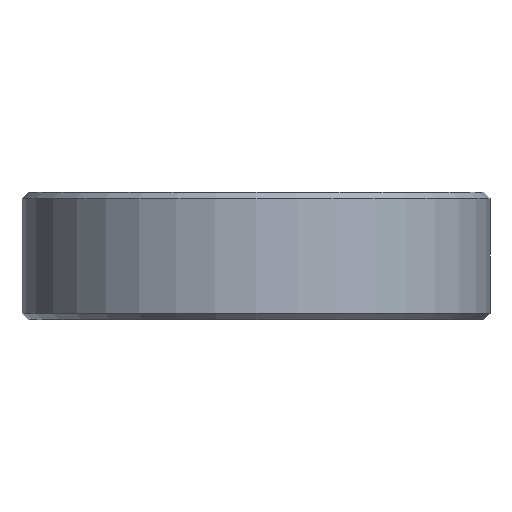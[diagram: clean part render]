
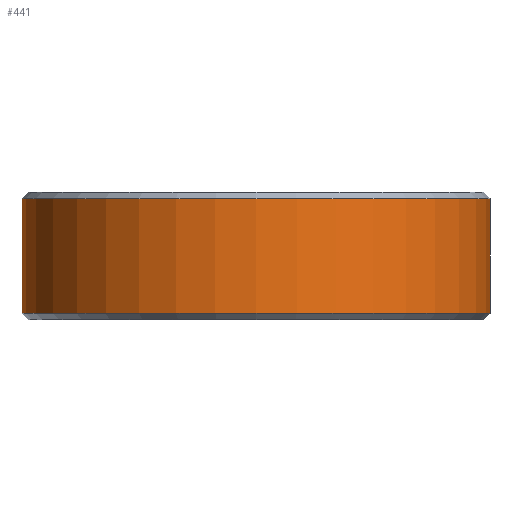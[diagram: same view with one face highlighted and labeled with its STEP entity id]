
A CAD part, front view. The second image highlights one B-rep face of the part: STEP entity #441.
In plain terms, the highlighted cylindrical face has radius 11 mm (diameter 22 mm), a full revolution.
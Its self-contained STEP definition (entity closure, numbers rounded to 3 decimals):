
#37=LINE('',#781,#51);
#51=VECTOR('',#626,11.);
#65=CYLINDRICAL_SURFACE('',#516,11.);
#115=FACE_OUTER_BOUND('',#151,.T.);
#151=EDGE_LOOP('',(#345,#346,#347,#348,#349));
#191=CIRCLE('',#517,11.);
#192=CIRCLE('',#518,11.);
#193=CIRCLE('',#519,11.);
#239=VERTEX_POINT('',#776);
#240=VERTEX_POINT('',#777);
#241=VERTEX_POINT('',#780);
#277=EDGE_CURVE('',#239,#240,#191,.T.);
#278=EDGE_CURVE('',#240,#239,#192,.T.);
#279=EDGE_CURVE('',#240,#241,#37,.T.);
#280=EDGE_CURVE('',#241,#241,#193,.T.);
#345=ORIENTED_EDGE('',*,*,#277,.F.);
#346=ORIENTED_EDGE('',*,*,#278,.F.);
#347=ORIENTED_EDGE('',*,*,#279,.T.);
#348=ORIENTED_EDGE('',*,*,#280,.T.);
#349=ORIENTED_EDGE('',*,*,#279,.F.);
#441=ADVANCED_FACE('',(#115),#65,.T.);
#516=AXIS2_PLACEMENT_3D('',#775,#620,#621);
#517=AXIS2_PLACEMENT_3D('',#778,#622,#623);
#518=AXIS2_PLACEMENT_3D('',#779,#624,#625);
#519=AXIS2_PLACEMENT_3D('',#782,#627,#628);
#620=DIRECTION('center_axis',(0.,0.,1.));
#621=DIRECTION('ref_axis',(1.,0.,0.));
#622=DIRECTION('center_axis',(0.,0.,1.));
#623=DIRECTION('ref_axis',(1.,0.,0.));
#624=DIRECTION('center_axis',(0.,0.,1.));
#625=DIRECTION('ref_axis',(1.,0.,0.));
#626=DIRECTION('',(0.,0.,-1.));
#627=DIRECTION('center_axis',(0.,0.,1.));
#628=DIRECTION('ref_axis',(1.,0.,0.));
#775=CARTESIAN_POINT('Origin',(0.,0.,3.));
#776=CARTESIAN_POINT('',(11.,0.,2.7));
#777=CARTESIAN_POINT('',(-11.,0.,2.7));
#778=CARTESIAN_POINT('Origin',(0.,0.,2.7));
#779=CARTESIAN_POINT('Origin',(0.,0.,2.7));
#780=CARTESIAN_POINT('',(-11.,0.,-2.7));
#781=CARTESIAN_POINT('',(-11.,0.,3.));
#782=CARTESIAN_POINT('Origin',(0.,0.,-2.7));
